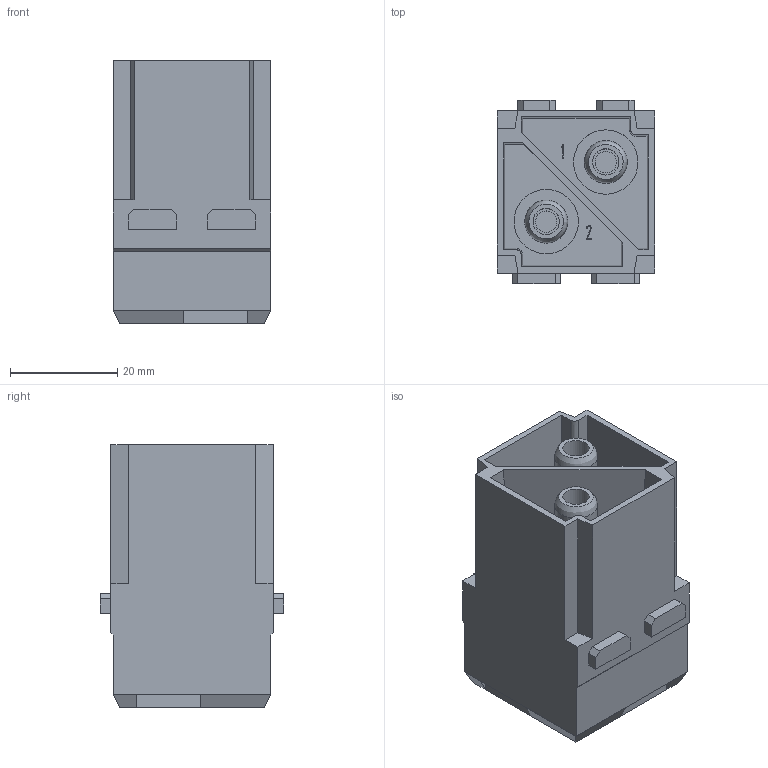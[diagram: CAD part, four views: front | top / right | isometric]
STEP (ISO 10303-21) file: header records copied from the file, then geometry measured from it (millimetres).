
FILE_DESCRIPTION(/* description */ (''),/* implementation_level */ '2;1');
FILE_NAME(/* name */ '100195470ugm000_c.stp',/* time_stamp */ '2019-03-26T14:06:16+01:00',/* author */ (''),/* organization */ (''),/* preprocessor_version */ 'ST-DEVELOPER v16.7',/* originating_system */ 'SIEMENS PLM Software NX 12.0',/* authorisation */ '');
FILE_SCHEMA (('AUTOMOTIVE_DESIGN { 1 0 10303 214 3 1 1 1 }'));
Length unit declared in the file: millimetre
Products named in the file (1): 100195470ugm000_c
Bounding box: 29.4 x 34.2 x 49 mm (x, y, z)
Volume: 28986.2 mm3; surface area: 13431.7 mm2
Topology: 1 solids, 1 shells, 286 faces, 828 edges, 667 vertices
Faces by surface type: plane 234, cylinder 28, cone 12, extrusion 6, bspline 6
Full cylindrical faces by diameter (mm): 0.797 x1, 0.942 x1, 4 x2, 4.9 x2, 8 x4, 12 x4
Entity records: 10601 total; most frequent: CARTESIAN_POINT 2136, ORIENTED_EDGE 1398, DIRECTION 1395, EDGE_CURVE 699, VECTOR 657, LINE 651, VERTEX_POINT 480, AXIS2_PLACEMENT_3D 369
